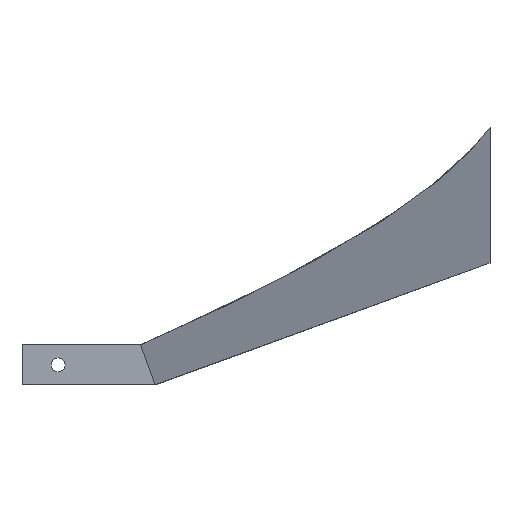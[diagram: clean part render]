
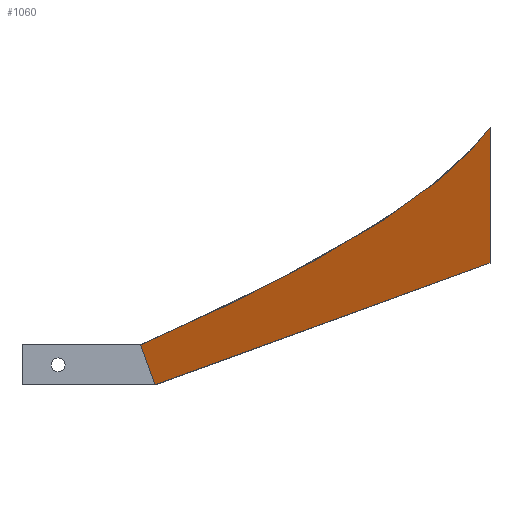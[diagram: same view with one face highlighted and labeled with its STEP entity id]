
A CAD part, left-side view. The second image highlights one B-rep face of the part: STEP entity #1060.
In plain terms, the highlighted planar face has unit normal (-0.951, 0.29, -0.106).
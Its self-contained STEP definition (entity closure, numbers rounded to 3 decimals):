
#39=B_SPLINE_CURVE_WITH_KNOTS('',3,(#1514,#1515,#1516,#1517,#1518,#1519,
#1520,#1521),.UNSPECIFIED.,.F.,.F.,(4,2,2,4),(0.229,1.063,
3.699,8.636),.UNSPECIFIED.);
#73=PLANE('',#1122);
#126=FACE_OUTER_BOUND('',#186,.T.);
#186=EDGE_LOOP('',(#795,#796,#797,#798));
#252=LINE('',#1451,#368);
#266=LINE('',#1511,#382);
#267=LINE('',#1513,#383);
#368=VECTOR('',#1201,10.);
#382=VECTOR('',#1231,10.);
#383=VECTOR('',#1232,10.);
#491=VERTEX_POINT('',#1444);
#493=VERTEX_POINT('',#1450);
#505=VERTEX_POINT('',#1510);
#506=VERTEX_POINT('',#1512);
#597=EDGE_CURVE('',#493,#491,#252,.T.);
#617=EDGE_CURVE('',#505,#491,#266,.T.);
#618=EDGE_CURVE('',#505,#506,#267,.T.);
#619=EDGE_CURVE('',#493,#506,#39,.F.);
#795=ORIENTED_EDGE('',*,*,#597,.T.);
#796=ORIENTED_EDGE('',*,*,#617,.F.);
#797=ORIENTED_EDGE('',*,*,#618,.T.);
#798=ORIENTED_EDGE('',*,*,#619,.F.);
#1060=ADVANCED_FACE('',(#126),#73,.T.);
#1122=AXIS2_PLACEMENT_3D('',#1509,#1229,#1230);
#1201=DIRECTION('',(0.,-0.342,-0.94));
#1229=DIRECTION('center_axis',(-0.951,0.29,-0.106));
#1230=DIRECTION('ref_axis',(-0.309,-0.894,0.325));
#1231=DIRECTION('',(0.309,0.894,-0.325));
#1232=DIRECTION('',(-0.11,0.,0.994));
#1444=CARTESIAN_POINT('',(-13.481,77.027,-111.421));
#1450=CARTESIAN_POINT('',(-13.481,79.456,-104.747));
#1451=CARTESIAN_POINT('',(-13.481,78.133,-108.381));
#1509=CARTESIAN_POINT('Origin',(-4.319,103.525,-121.066));
#1510=CARTESIAN_POINT('',(-32.723,21.378,-91.167));
#1511=CARTESIAN_POINT('',(-35.221,14.155,-88.538));
#1512=CARTESIAN_POINT('',(-35.234,21.378,-68.568));
#1513=CARTESIAN_POINT('',(-30.477,21.378,-111.381));
#1514=CARTESIAN_POINT('Ctrl Pts',(-35.234,21.378,-68.568));
#1515=CARTESIAN_POINT('Ctrl Pts',(-34.696,22.551,-70.187));
#1516=CARTESIAN_POINT('Ctrl Pts',(-34.415,23.179,-70.992));
#1517=CARTESIAN_POINT('Ctrl Pts',(-31.942,29.02,-77.202));
#1518=CARTESIAN_POINT('Ctrl Pts',(-29.537,35.269,-81.671));
#1519=CARTESIAN_POINT('Ctrl Pts',(-22.925,52.93,-92.644));
#1520=CARTESIAN_POINT('Ctrl Pts',(-17.845,67.118,-99.377));
#1521=CARTESIAN_POINT('Ctrl Pts',(-13.481,79.456,-104.747));
